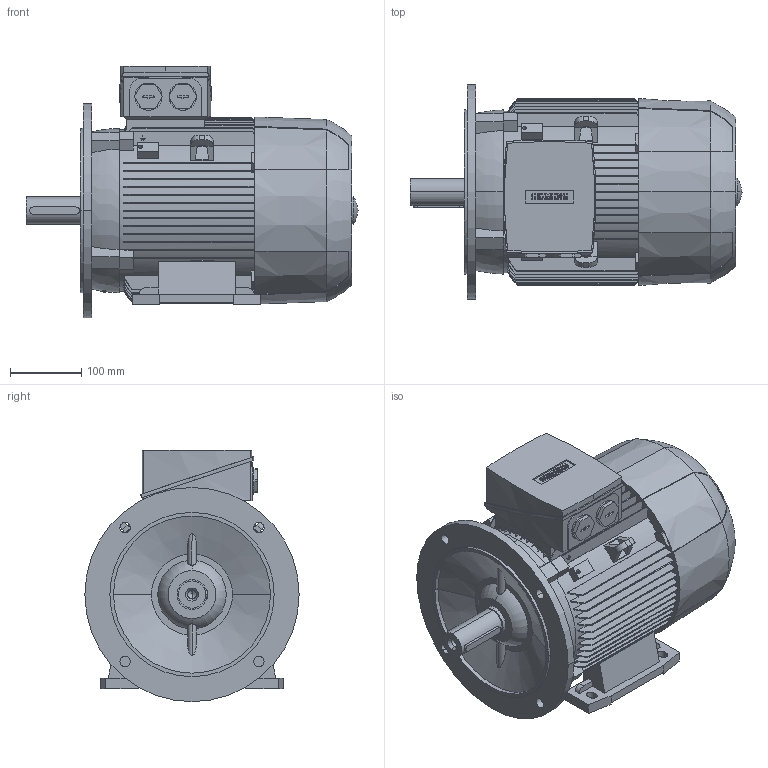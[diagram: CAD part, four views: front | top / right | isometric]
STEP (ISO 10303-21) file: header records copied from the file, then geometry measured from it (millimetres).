
FILE_DESCRIPTION(('STEP AP214'),'1');
FILE_NAME('cctmp_ECD7ADAF-DCCA-4B3F-BCF3-BECC0E4EA988_2023_06_26_14_18_01_0909..stp','2023-06-26T12:18:02',('SIEMENS A&D'),('CADClick - www.CADClick.com'),'Spatial InterOp 3D',' ','unknown authorization');
FILE_SCHEMA(('AUTOMOTIVE_DESIGN'));
Length unit declared in the file: millimetre
Products named in the file (1): 1
Bounding box: 465 x 300 x 352 mm (x, y, z)
Volume: 19017492.1 mm3; surface area: 879547.1 mm2
Topology: 7 solids, 7 shells, 879 faces, 2477 edges, 1638 vertices
Faces by surface type: plane 518, cylinder 213, torus 128, cone 20
Entity records: 41906 total; most frequent: CARTESIAN_POINT 12430, ORIENTED_EDGE 4946, DIRECTION 4315, EDGE_CURVE 2473, VERTEX_POINT 1638, LINE 1483, VECTOR 1483, AXIS2_PLACEMENT_3D 1416
